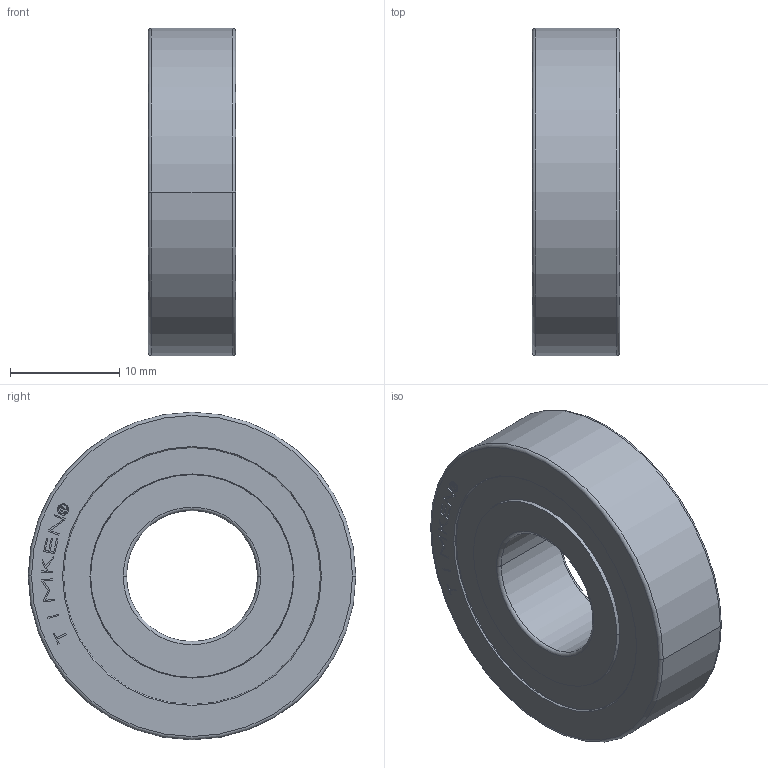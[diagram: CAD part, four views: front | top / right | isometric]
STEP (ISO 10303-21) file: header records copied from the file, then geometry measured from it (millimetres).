
FILE_DESCRIPTION(('starvars output'),'1');
FILE_NAME('16101-ZZ.stp','18:35:43 2023/12/13',('TraceParts'),(' '),'Spatial InterOp 3D',' ',' ');
FILE_SCHEMA(('AUTOMOTIVE_DESIGN { 1 0 10303 214 3 1 1 }'));
Length unit declared in the file: millimetre
Products named in the file (1): 1
Bounding box: 8 x 30 x 30 mm (x, y, z)
Volume: 3946.9 mm3; surface area: 4574.5 mm2
Topology: 3 solids, 3 shells, 336 faces, 964 edges, 624 vertices
Faces by surface type: plane 172, torus 72, sphere 56, cylinder 36
Entity records: 14985 total; most frequent: CARTESIAN_POINT 3523, DIRECTION 1854, ORIENTED_EDGE 1816, EDGE_CURVE 908, AXIS2_PLACEMENT_3D 691, VERTEX_POINT 624, LINE 472, VECTOR 472
